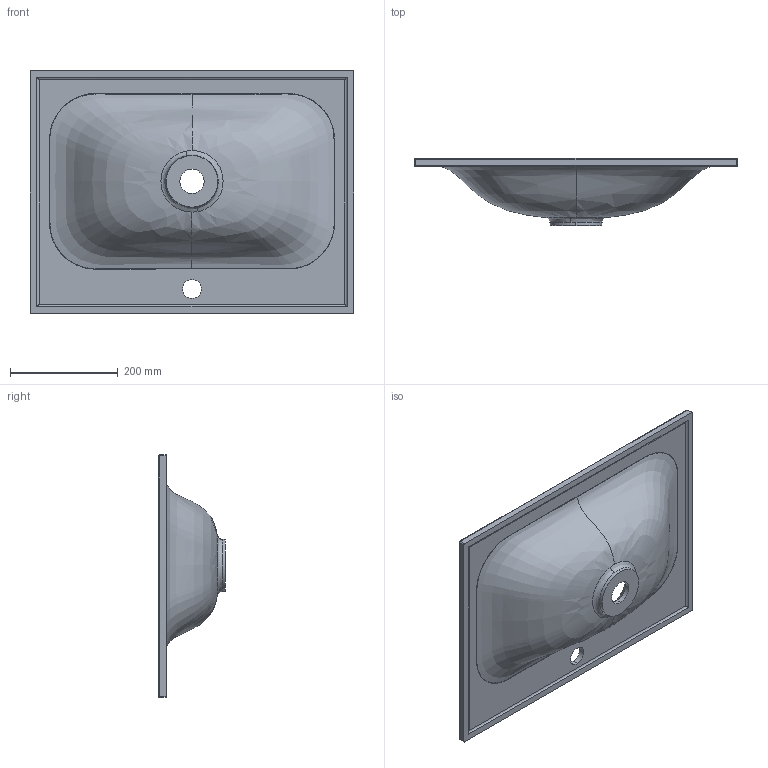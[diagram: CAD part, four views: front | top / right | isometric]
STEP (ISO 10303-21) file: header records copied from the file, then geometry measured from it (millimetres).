
FILE_DESCRIPTION (( 'STEP AP214' ), '1' );
FILE_NAME ('Jessel 600.STEP', '2021-03-02T08:38:51', ( '' ), ( '' ), 'SwSTEP 2.0', 'SolidWorks 2020', '' );
FILE_SCHEMA (( 'AUTOMOTIVE_DESIGN' ));
Length unit declared in the file: millimetre
Products named in the file (1): Jessel 600
Bounding box: 600 x 124 x 450 mm (x, y, z)
Volume: 3263315.5 mm3; surface area: 647441.1 mm2
Topology: 1 solids, 1 shells, 41 faces, 106 edges, 70 vertices
Faces by surface type: cylinder 16, plane 9, bspline 8, cone 4, sphere 4
Entity records: 23467 total; most frequent: CARTESIAN_POINT 22481, ORIENTED_EDGE 212, DIRECTION 178, EDGE_CURVE 106, VERTEX_POINT 70, AXIS2_PLACEMENT_3D 68, EDGE_LOOP 48, LINE 42
